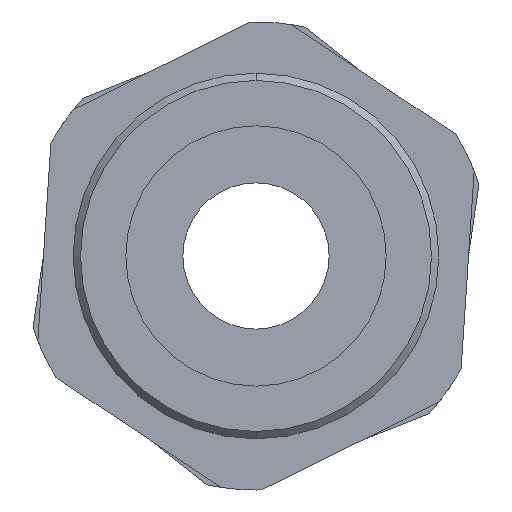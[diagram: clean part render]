
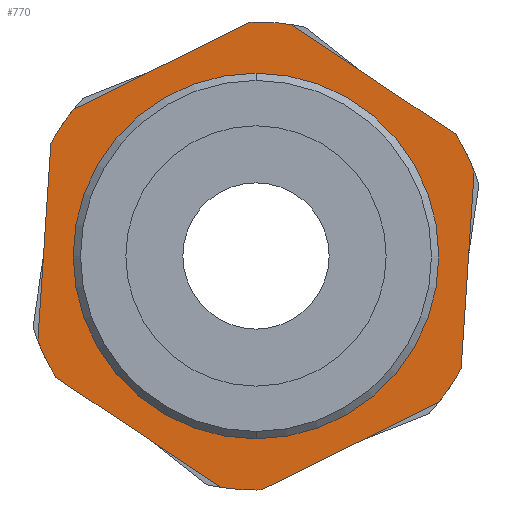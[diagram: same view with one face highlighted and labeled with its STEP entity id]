
A CAD part, front view. The second image highlights one B-rep face of the part: STEP entity #770.
In plain terms, the highlighted planar face has unit normal (0, -1, 0).
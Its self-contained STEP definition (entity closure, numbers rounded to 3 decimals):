
#20 = CIRCLE ( 'NONE', #463, 16. ) ;
#21 = EDGE_CURVE ( 'NONE', #585, #1481, #1077, .T. ) ;
#22 = CARTESIAN_POINT ( 'NONE',  ( 0., -13.611, 12.5 ) ) ;
#40 = CARTESIAN_POINT ( 'NONE',  ( 8.059, -13.611, 12.054 ) ) ;
#64 = VERTEX_POINT ( 'NONE', #913 ) ;
#114 = CARTESIAN_POINT ( 'NONE',  ( 2.436, -13.611, 15.814 ) ) ;
#119 = VERTEX_POINT ( 'NONE', #114 ) ;
#136 = CARTESIAN_POINT ( 'NONE',  ( 0., -13.611, 0. ) ) ;
#138 = ORIENTED_EDGE ( 'NONE', *, *, #748, .T. ) ;
#145 = EDGE_CURVE ( 'NONE', #845, #1450, #1447, .T. ) ;
#146 = CARTESIAN_POINT ( 'NONE',  ( 0., -13.611, 0. ) ) ;
#149 = ORIENTED_EDGE ( 'NONE', *, *, #177, .T. ) ;
#153 = ORIENTED_EDGE ( 'NONE', *, *, #145, .F. ) ;
#177 = EDGE_CURVE ( 'NONE', #753, #972, #689, .T. ) ;
#207 = ORIENTED_EDGE ( 'NONE', *, *, #21, .T. ) ;
#221 = VECTOR ( 'NONE', #551, 1000. ) ;
#234 = DIRECTION ( 'NONE',  ( 0., 0., -1. ) ) ;
#238 = EDGE_CURVE ( 'NONE', #244, #293, #577, .T. ) ;
#243 = AXIS2_PLACEMENT_3D ( 'NONE', #315, #670, #1372 ) ;
#244 = VERTEX_POINT ( 'NONE', #1174 ) ;
#249 = DIRECTION ( 'NONE',  ( 0., -1., 0. ) ) ;
#259 = EDGE_LOOP ( 'NONE', ( #153, #263 ) ) ;
#263 = ORIENTED_EDGE ( 'NONE', *, *, #778, .F. ) ;
#265 = CARTESIAN_POINT ( 'NONE',  ( 0., -13.611, -12.5 ) ) ;
#279 = AXIS2_PLACEMENT_3D ( 'NONE', #146, #1191, #1083 ) ;
#293 = VERTEX_POINT ( 'NONE', #1419 ) ;
#315 = CARTESIAN_POINT ( 'NONE',  ( 0., -13.611, 0. ) ) ;
#331 = CARTESIAN_POINT ( 'NONE',  ( 14.025, -13.611, -7.701 ) ) ;
#335 = DIRECTION ( 'NONE',  ( 0.066, 0., 0.998 ) ) ;
#348 = EDGE_CURVE ( 'NONE', #1481, #119, #1149, .T. ) ;
#352 = DIRECTION ( 'NONE',  ( -0.066, 0., -0.998 ) ) ;
#356 = LINE ( 'NONE', #1028, #221 ) ;
#372 = DIRECTION ( 'NONE',  ( 0., 0., -1. ) ) ;
#378 = CARTESIAN_POINT ( 'NONE',  ( 0., -13.611, 0. ) ) ;
#394 = CARTESIAN_POINT ( 'NONE',  ( 0.343, -13.611, -15.996 ) ) ;
#400 = ORIENTED_EDGE ( 'NONE', *, *, #1242, .T. ) ;
#414 = CIRCLE ( 'NONE', #243, 16. ) ;
#433 = CIRCLE ( 'NONE', #1150, 16. ) ;
#463 = AXIS2_PLACEMENT_3D ( 'NONE', #584, #249, #372 ) ;
#481 = DIRECTION ( 'NONE',  ( 0., -1., 0. ) ) ;
#483 = DIRECTION ( 'NONE',  ( 0., 0., -1. ) ) ;
#498 = DIRECTION ( 'NONE',  ( 0.831, 0., -0.556 ) ) ;
#507 = ORIENTED_EDGE ( 'NONE', *, *, #683, .T. ) ;
#508 = AXIS2_PLACEMENT_3D ( 'NONE', #378, #481, #970 ) ;
#551 = DIRECTION ( 'NONE',  ( -0.897, 0., -0.442 ) ) ;
#557 = EDGE_CURVE ( 'NONE', #293, #1344, #911, .T. ) ;
#577 = LINE ( 'NONE', #1162, #1075 ) ;
#581 = CARTESIAN_POINT ( 'NONE',  ( -13.682, -13.611, -8.295 ) ) ;
#584 = CARTESIAN_POINT ( 'NONE',  ( 0., -13.611, 0. ) ) ;
#585 = VERTEX_POINT ( 'NONE', #794 ) ;
#586 = ORIENTED_EDGE ( 'NONE', *, *, #982, .T. ) ;
#606 = ORIENTED_EDGE ( 'NONE', *, *, #348, .T. ) ;
#609 = DIRECTION ( 'NONE',  ( 0., 0., -1. ) ) ;
#626 = EDGE_LOOP ( 'NONE', ( #507, #1504, #1152, #900, #750, #149, #586, #1397, #138, #207, #606, #1374, #400 ) ) ;
#638 = EDGE_CURVE ( 'NONE', #934, #659, #414, .T. ) ;
#639 = VERTEX_POINT ( 'NONE', #1007 ) ;
#659 = VERTEX_POINT ( 'NONE', #331 ) ;
#670 = DIRECTION ( 'NONE',  ( 0., -1., 0. ) ) ;
#678 = CARTESIAN_POINT ( 'NONE',  ( 0., -13.611, -16. ) ) ;
#683 = EDGE_CURVE ( 'NONE', #64, #244, #433, .T. ) ;
#689 = CIRCLE ( 'NONE', #1317, 16. ) ;
#704 = LINE ( 'NONE', #1049, #964 ) ;
#716 = CARTESIAN_POINT ( 'NONE',  ( 0., -13.611, 0. ) ) ;
#748 = EDGE_CURVE ( 'NONE', #659, #585, #704, .T. ) ;
#750 = ORIENTED_EDGE ( 'NONE', *, *, #837, .T. ) ;
#753 = VERTEX_POINT ( 'NONE', #678 ) ;
#761 = AXIS2_PLACEMENT_3D ( 'NONE', #716, #1065, #609 ) ;
#770 = ADVANCED_FACE ( 'NONE', ( #1444, #1492 ), #1157, .T. ) ;
#773 = DIRECTION ( 'NONE',  ( 0.897, 0., 0.442 ) ) ;
#778 = EDGE_CURVE ( 'NONE', #1450, #845, #1456, .T. ) ;
#794 = CARTESIAN_POINT ( 'NONE',  ( 14.913, -13.611, 5.797 ) ) ;
#813 = DIRECTION ( 'NONE',  ( 0., 0., -1. ) ) ;
#837 = EDGE_CURVE ( 'NONE', #639, #753, #20, .T. ) ;
#843 = VECTOR ( 'NONE', #1210, 1000. ) ;
#845 = VERTEX_POINT ( 'NONE', #265 ) ;
#853 = CARTESIAN_POINT ( 'NONE',  ( 13.682, -13.611, 8.295 ) ) ;
#856 = VECTOR ( 'NONE', #498, 1000. ) ;
#890 = CARTESIAN_POINT ( 'NONE',  ( 0., -13.611, 0. ) ) ;
#900 = ORIENTED_EDGE ( 'NONE', *, *, #1438, .T. ) ;
#911 = CIRCLE ( 'NONE', #1364, 16. ) ;
#912 = VECTOR ( 'NONE', #773, 1000. ) ;
#913 = CARTESIAN_POINT ( 'NONE',  ( -12.477, -13.611, 10.016 ) ) ;
#918 = CARTESIAN_POINT ( 'NONE',  ( 0., -13.611, 0. ) ) ;
#931 = DIRECTION ( 'NONE',  ( 0., -1., 0. ) ) ;
#934 = VERTEX_POINT ( 'NONE', #1323 ) ;
#964 = VECTOR ( 'NONE', #335, 1000. ) ;
#970 = DIRECTION ( 'NONE',  ( 0., 0., -1. ) ) ;
#972 = VERTEX_POINT ( 'NONE', #394 ) ;
#982 = EDGE_CURVE ( 'NONE', #972, #934, #1274, .T. ) ;
#1007 = CARTESIAN_POINT ( 'NONE',  ( -2.436, -13.611, -15.814 ) ) ;
#1028 = CARTESIAN_POINT ( 'NONE',  ( -6.41, -13.611, 13.006 ) ) ;
#1036 = DIRECTION ( 'NONE',  ( 0., -1., 0. ) ) ;
#1049 = CARTESIAN_POINT ( 'NONE',  ( 14.469, -13.611, -0.952 ) ) ;
#1062 = CARTESIAN_POINT ( 'NONE',  ( 16., -13.611, 0. ) ) ;
#1065 = DIRECTION ( 'NONE',  ( 0., -1., 0. ) ) ;
#1068 = CARTESIAN_POINT ( 'NONE',  ( -8.059, -13.611, -12.054 ) ) ;
#1070 = AXIS2_PLACEMENT_3D ( 'NONE', #1062, #1071, #483 ) ;
#1071 = DIRECTION ( 'NONE',  ( 0., -1., 0. ) ) ;
#1075 = VECTOR ( 'NONE', #352, 1000. ) ;
#1077 = CIRCLE ( 'NONE', #508, 16. ) ;
#1083 = DIRECTION ( 'NONE',  ( 0., 0., -1. ) ) ;
#1149 = LINE ( 'NONE', #40, #843 ) ;
#1150 = AXIS2_PLACEMENT_3D ( 'NONE', #918, #1277, #1267 ) ;
#1152 = ORIENTED_EDGE ( 'NONE', *, *, #557, .T. ) ;
#1157 = PLANE ( 'NONE',  #1070 ) ;
#1161 = LINE ( 'NONE', #1068, #856 ) ;
#1162 = CARTESIAN_POINT ( 'NONE',  ( -14.469, -13.611, 0.952 ) ) ;
#1174 = CARTESIAN_POINT ( 'NONE',  ( -14.025, -13.611, 7.701 ) ) ;
#1188 = VERTEX_POINT ( 'NONE', #1246 ) ;
#1191 = DIRECTION ( 'NONE',  ( 0., -1., 0. ) ) ;
#1204 = CARTESIAN_POINT ( 'NONE',  ( 6.41, -13.611, -13.006 ) ) ;
#1210 = DIRECTION ( 'NONE',  ( -0.831, 0., 0.556 ) ) ;
#1242 = EDGE_CURVE ( 'NONE', #1188, #64, #356, .T. ) ;
#1244 = DIRECTION ( 'NONE',  ( 0., -1., 0. ) ) ;
#1246 = CARTESIAN_POINT ( 'NONE',  ( -0.343, -13.611, 15.996 ) ) ;
#1267 = DIRECTION ( 'NONE',  ( 0., 0., -1. ) ) ;
#1274 = LINE ( 'NONE', #1204, #912 ) ;
#1277 = DIRECTION ( 'NONE',  ( 0., -1., 0. ) ) ;
#1317 = AXIS2_PLACEMENT_3D ( 'NONE', #136, #931, #234 ) ;
#1323 = CARTESIAN_POINT ( 'NONE',  ( 12.477, -13.611, -10.016 ) ) ;
#1332 = CIRCLE ( 'NONE', #279, 16. ) ;
#1344 = VERTEX_POINT ( 'NONE', #581 ) ;
#1364 = AXIS2_PLACEMENT_3D ( 'NONE', #890, #1244, #1477 ) ;
#1372 = DIRECTION ( 'NONE',  ( 0., 0., -1. ) ) ;
#1374 = ORIENTED_EDGE ( 'NONE', *, *, #1452, .T. ) ;
#1397 = ORIENTED_EDGE ( 'NONE', *, *, #638, .T. ) ;
#1419 = CARTESIAN_POINT ( 'NONE',  ( -14.913, -13.611, -5.797 ) ) ;
#1438 = EDGE_CURVE ( 'NONE', #1344, #639, #1161, .T. ) ;
#1444 = FACE_BOUND ( 'NONE', #259, .T. ) ;
#1447 = CIRCLE ( 'NONE', #1472, 12.5 ) ;
#1450 = VERTEX_POINT ( 'NONE', #22 ) ;
#1452 = EDGE_CURVE ( 'NONE', #119, #1188, #1332, .T. ) ;
#1456 = CIRCLE ( 'NONE', #761, 12.5 ) ;
#1472 = AXIS2_PLACEMENT_3D ( 'NONE', #1506, #1036, #813 ) ;
#1477 = DIRECTION ( 'NONE',  ( 0., 0., -1. ) ) ;
#1481 = VERTEX_POINT ( 'NONE', #853 ) ;
#1492 = FACE_OUTER_BOUND ( 'NONE', #626, .T. ) ;
#1504 = ORIENTED_EDGE ( 'NONE', *, *, #238, .T. ) ;
#1506 = CARTESIAN_POINT ( 'NONE',  ( 0., -13.611, 0. ) ) ;
